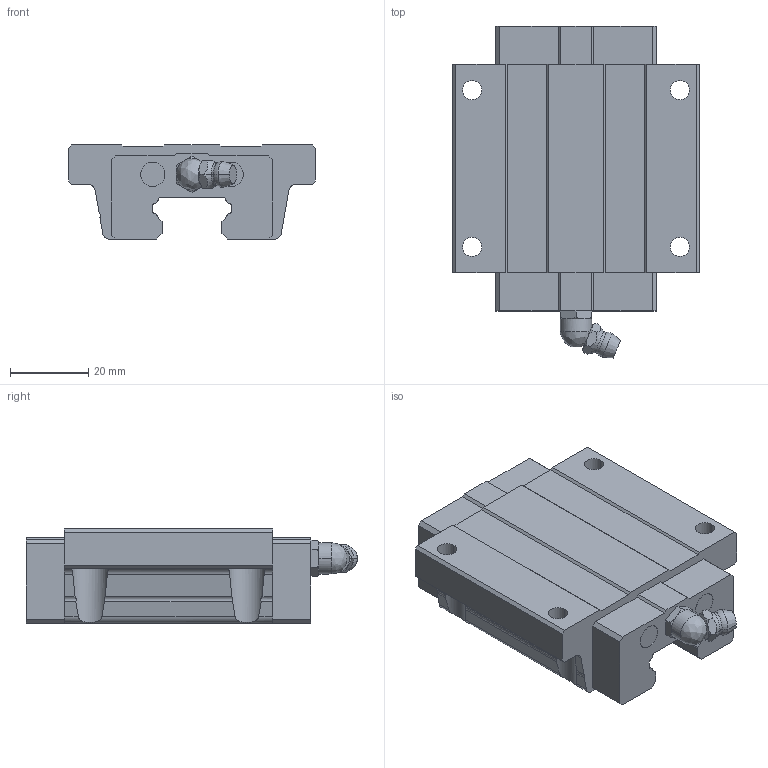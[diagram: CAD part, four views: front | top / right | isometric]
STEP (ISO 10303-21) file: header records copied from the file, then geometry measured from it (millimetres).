
FILE_DESCRIPTION (( 'STEP AP203' ), '1' );
FILE_NAME ('H20FUUG0.step', '2021-02-18T17:46:39', ( '' ), ( '' ), 'SwSTEP 2.0', 'SolidWorks 2019', '' );
FILE_SCHEMA (( 'CONFIG_CONTROL_DESIGN' ));
Length unit declared in the file: inch
Products named in the file (1): H20FUUG0
Bounding box: 63 x 84.7 x 24 mm (x, y, z)
Volume: 71295.8 mm3; surface area: 16646.7 mm2
Topology: 2 solids, 2 shells, 161 faces, 428 edges, 278 vertices
Faces by surface type: plane 85, cylinder 57, cone 12, bspline 5, torus 2
Entity records: 5482 total; most frequent: CARTESIAN_POINT 1425, ORIENTED_EDGE 854, DIRECTION 802, EDGE_CURVE 427, VERTEX_POINT 278, AXIS2_PLACEMENT_3D 275, LINE 252, VECTOR 252
